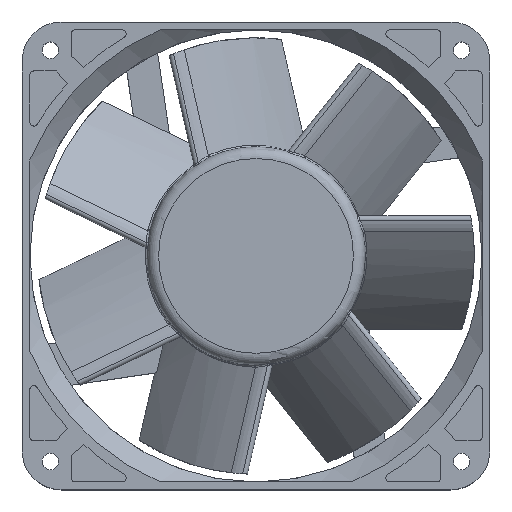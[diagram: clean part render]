
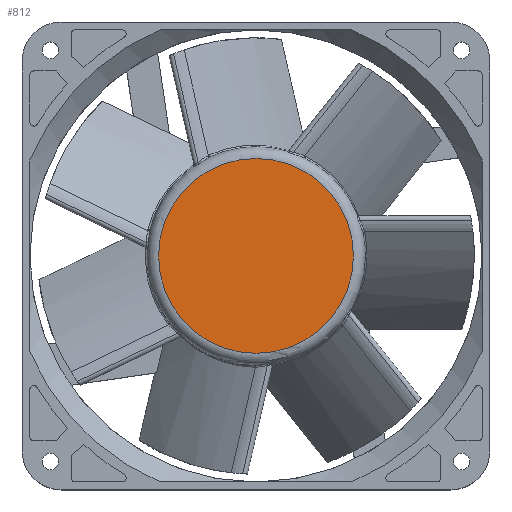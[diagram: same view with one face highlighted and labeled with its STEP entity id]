
A CAD part, top view. The second image highlights one B-rep face of the part: STEP entity #812.
In plain terms, the highlighted planar face has unit normal (0, 0, 1).
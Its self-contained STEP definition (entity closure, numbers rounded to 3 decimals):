
#812=ADVANCED_FACE('',(#1342),#1069,.T.);
#1069=PLANE('',#7428);
#1342=FACE_OUTER_BOUND('',#2728,.T.);
#2728=EDGE_LOOP('',(#4369));
#4369=ORIENTED_EDGE('',*,*,#6346,.T.);
#5436=VERTEX_POINT('',#11606);
#6346=EDGE_CURVE('',#5436,#5436,#6829,.T.);
#6829=CIRCLE('',#7427,25.);
#7427=AXIS2_PLACEMENT_3D('',#11605,#9042,#9043);
#7428=AXIS2_PLACEMENT_3D('',#11607,#9044,#9045);
#9042=DIRECTION('',(0.,0.,1.));
#9043=DIRECTION('',(1.,0.,0.));
#9044=DIRECTION('',(0.,0.,1.));
#9045=DIRECTION('',(1.,0.,0.));
#11605=CARTESIAN_POINT('',(0.,0.,
16.));
#11606=CARTESIAN_POINT('',(25.,0.,16.));
#11607=CARTESIAN_POINT('',(0.,0.,
16.));
